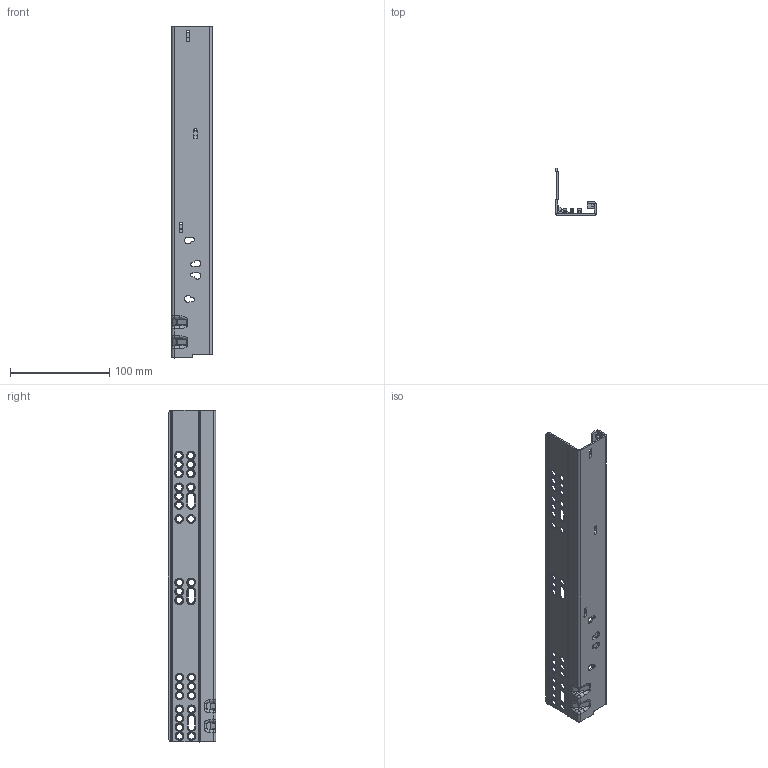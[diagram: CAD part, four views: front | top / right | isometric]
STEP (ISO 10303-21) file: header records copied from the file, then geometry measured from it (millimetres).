
FILE_DESCRIPTION(/* description */ (''),/* implementation_level */ '2;1');
FILE_NAME(/* name */ 'PB-2IN1-3D0SHX18-500-PRO_prowadnica.stp',/* time_stamp */ '2022-12-28T14:53:56+01:00',/* author */ ('tomaszw'),/* organization */ (''),/* preprocessor_version */ 'ST-DEVELOPER v19.2',/* originating_system */ 'Autodesk Inventor 2023',/* authorisation */ '');
FILE_SCHEMA (('AUTOMOTIVE_DESIGN { 1 0 10303 214 3 1 1 }'));
Length unit declared in the file: millimetre
Products named in the file (1): ¾µÏòYS50001LÏÂ¹ì×ó
Bounding box: 40.6 x 47.8 x 335 mm (x, y, z)
Volume: 60073 mm3; surface area: 70382.5 mm2
Topology: 1 solids, 1 shells, 430 faces, 1079 edges, 680 vertices
Faces by surface type: plane 169, cylinder 134, cone 68, bspline 51, torus 8
Full cylindrical faces by diameter (mm): 6.3 x28
Entity records: 17483 total; most frequent: CARTESIAN_POINT 6941, DIRECTION 2196, ORIENTED_EDGE 2142, EDGE_CURVE 1071, AXIS2_PLACEMENT_3D 810, VERTEX_POINT 680, LINE 576, VECTOR 576
